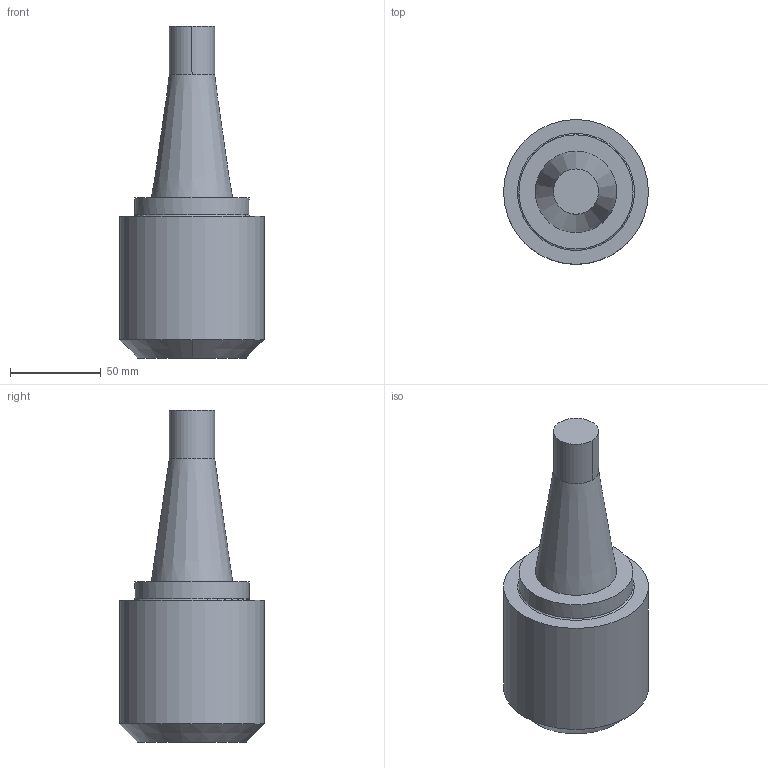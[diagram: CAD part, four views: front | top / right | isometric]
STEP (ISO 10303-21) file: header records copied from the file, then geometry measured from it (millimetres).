
FILE_DESCRIPTION(/* description */ (''),/* implementation_level */ '2;1');
FILE_NAME(/* name */ '2080.40-W.40.090.stp',/* time_stamp */ '2024-06-23T16:33:04+02:00',/* author */ (''),/* organization */ (''),/* preprocessor_version */ 'ST-DEVELOPER v16.7',/* originating_system */ 'SIEMENS PLM Software NX 12.0',/* authorisation */ '');
FILE_SCHEMA (('AUTOMOTIVE_DESIGN { 1 0 10303 214 3 1 1 1 }'));
Length unit declared in the file: millimetre
Products named in the file (1): pf660F5CA0AEj852
Bounding box: 80 x 80 x 183.4 mm (x, y, z)
Volume: 494190.6 mm3; surface area: 38649.6 mm2
Topology: 1 solids, 1 shells, 12 faces, 26 edges, 18 vertices
Faces by surface type: plane 4, cylinder 4, cone 3, torus 1
Full cylindrical faces by diameter (mm): 63 x1, 80 x1
Entity records: 411 total; most frequent: DIRECTION 72, CARTESIAN_POINT 62, ORIENTED_EDGE 50, AXIS2_PLACEMENT_3D 31, EDGE_CURVE 25, VERTEX_POINT 21, EDGE_LOOP 18, CIRCLE 15
